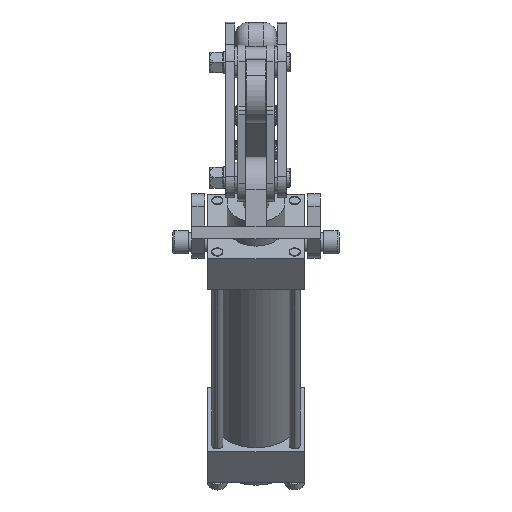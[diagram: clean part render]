
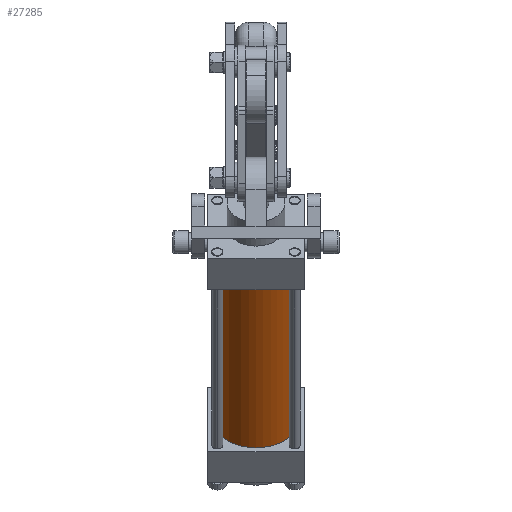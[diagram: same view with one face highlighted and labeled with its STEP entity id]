
A CAD part, left-side view. The second image highlights one B-rep face of the part: STEP entity #27285.
In plain terms, the highlighted cylindrical face has radius 33 mm (diameter 66 mm), a partial arc.
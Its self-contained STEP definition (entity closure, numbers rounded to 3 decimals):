
#70 = FACE_OUTER_BOUND ( 'NONE', #13728, .T. ) ;
#74 = CYLINDRICAL_SURFACE ( 'NONE', #6679, 33. ) ;
#2897 = EDGE_CURVE ( 'NONE', #14117, #14006, #26390, .T. ) ;
#2938 = EDGE_CURVE ( 'NONE', #13880, #14006, #26419, .T. ) ;
#2987 = EDGE_CURVE ( 'NONE', #14125, #13880, #26461, .T. ) ;
#3208 = EDGE_CURVE ( 'NONE', #14117, #14125, #26613, .T. ) ;
#4060 = AXIS2_PLACEMENT_3D ( 'NONE', #25991, #25992, #25993 ) ;
#4120 = AXIS2_PLACEMENT_3D ( 'NONE', #28410, #28411, #28412 ) ;
#6679 = AXIS2_PLACEMENT_3D ( 'NONE', #7878, #7877, #7874 ) ;
#7874 = DIRECTION ( 'NONE',  ( 0., 0., 1. ) ) ;
#7877 = DIRECTION ( 'NONE',  ( -1., 0., 0. ) ) ;
#7878 = CARTESIAN_POINT ( 'NONE',  ( 0., 0., 0. ) ) ;
#12428 = ORIENTED_EDGE ( 'NONE', *, *, #2987, .F. ) ;
#12429 = ORIENTED_EDGE ( 'NONE', *, *, #3208, .F. ) ;
#12430 = ORIENTED_EDGE ( 'NONE', *, *, #2897, .T. ) ;
#12431 = ORIENTED_EDGE ( 'NONE', *, *, #2938, .F. ) ;
#13728 = EDGE_LOOP ( 'NONE', ( #12428, #12429, #12430, #12431 ) ) ;
#13880 = VERTEX_POINT ( 'NONE', #30333 ) ;
#14006 = VERTEX_POINT ( 'NONE', #30428 ) ;
#14117 = VERTEX_POINT ( 'NONE', #30532 ) ;
#14125 = VERTEX_POINT ( 'NONE', #30540 ) ;
#25919 = DIRECTION ( 'NONE',  ( -1., 0., 0. ) ) ;
#25928 = CARTESIAN_POINT ( 'NONE',  ( 0., 0., 33. ) ) ;
#25991 = CARTESIAN_POINT ( 'NONE',  ( 57., 0., 0. ) ) ;
#25992 = DIRECTION ( 'NONE',  ( -1., 0., 0. ) ) ;
#25993 = DIRECTION ( 'NONE',  ( 0., -1., 0. ) ) ;
#26052 = CARTESIAN_POINT ( 'NONE',  ( 0., 0., -33. ) ) ;
#26054 = DIRECTION ( 'NONE',  ( -1., 0., 0. ) ) ;
#26390 = LINE ( 'NONE', #25928, #26393 ) ;
#26393 = VECTOR ( 'NONE', #25919, 1000. ) ;
#26419 = CIRCLE ( 'NONE', #4060, 33. ) ;
#26461 = LINE ( 'NONE', #26052, #26464 ) ;
#26464 = VECTOR ( 'NONE', #26054, 1000. ) ;
#26613 = CIRCLE ( 'NONE', #4120, 33. ) ;
#27285 = ADVANCED_FACE ( 'NONE', ( #70 ), #74, .T. ) ;
#28410 = CARTESIAN_POINT ( 'NONE',  ( 226., 0., 0. ) ) ;
#28411 = DIRECTION ( 'NONE',  ( 1., 0., 0. ) ) ;
#28412 = DIRECTION ( 'NONE',  ( 0., 0., -1. ) ) ;
#30333 = CARTESIAN_POINT ( 'NONE',  ( 57., 0., -33. ) ) ;
#30428 = CARTESIAN_POINT ( 'NONE',  ( 57., 0., 33. ) ) ;
#30532 = CARTESIAN_POINT ( 'NONE',  ( 226., 0., 33. ) ) ;
#30540 = CARTESIAN_POINT ( 'NONE',  ( 226., 0., -33. ) ) ;
